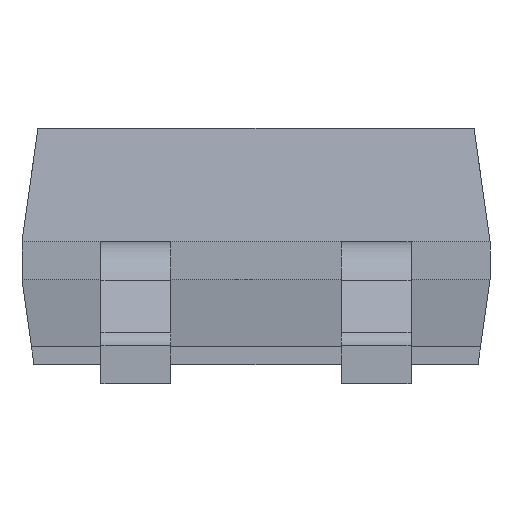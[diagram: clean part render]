
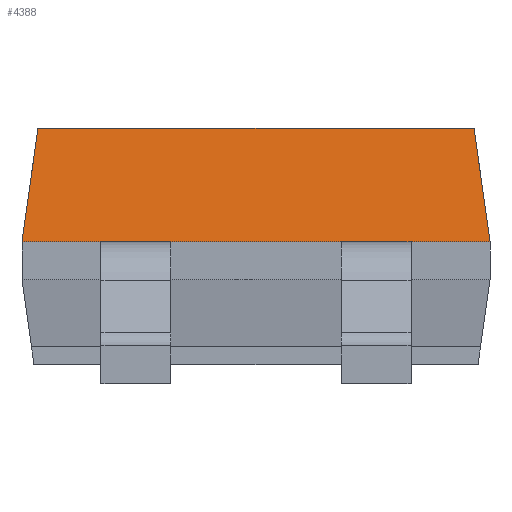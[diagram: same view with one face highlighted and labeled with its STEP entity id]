
A CAD part, left-side view. The second image highlights one B-rep face of the part: STEP entity #4388.
In plain terms, the highlighted planar face has unit normal (-0.99, 0, 0.139).
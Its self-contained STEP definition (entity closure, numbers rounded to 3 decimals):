
#2986 = VERTEX_POINT('',#2987);
#2987 = CARTESIAN_POINT('',(-1.881,2.306,2.7));
#2993 = EDGE_CURVE('',#2986,#2994,#2996,.T.);
#2994 = VERTEX_POINT('',#2995);
#2995 = CARTESIAN_POINT('',(-1.881,-2.306,2.7));
#2996 = LINE('',#2997,#2998);
#2997 = CARTESIAN_POINT('',(-1.881,0.,2.7));
#2998 = VECTOR('',#2999,1.);
#2999 = DIRECTION('',(0.,-1.,0.));
#4360 = EDGE_CURVE('',#2994,#4361,#4363,.T.);
#4361 = VERTEX_POINT('',#4362);
#4362 = CARTESIAN_POINT('',(-2.05,-2.475,1.5));
#4363 = LINE('',#4364,#4365);
#4364 = CARTESIAN_POINT('',(-1.881,-2.306,2.7));
#4365 = VECTOR('',#4366,1.);
#4366 = DIRECTION('',(-0.138,-0.138,-0.981));
#4388 = ADVANCED_FACE('',(#4389),#4407,.T.);
#4389 = FACE_BOUND('',#4390,.T.);
#4390 = EDGE_LOOP('',(#4391,#4392,#4400,#4406));
#4391 = ORIENTED_EDGE('',*,*,#2993,.F.);
#4392 = ORIENTED_EDGE('',*,*,#4393,.F.);
#4393 = EDGE_CURVE('',#4394,#2986,#4396,.T.);
#4394 = VERTEX_POINT('',#4395);
#4395 = CARTESIAN_POINT('',(-2.05,2.475,1.5));
#4396 = LINE('',#4397,#4398);
#4397 = CARTESIAN_POINT('',(-2.05,2.475,1.5));
#4398 = VECTOR('',#4399,1.);
#4399 = DIRECTION('',(0.138,-0.138,0.981));
#4400 = ORIENTED_EDGE('',*,*,#4401,.T.);
#4401 = EDGE_CURVE('',#4394,#4361,#4402,.T.);
#4402 = LINE('',#4403,#4404);
#4403 = CARTESIAN_POINT('',(-2.05,2.475,1.5));
#4404 = VECTOR('',#4405,1.);
#4405 = DIRECTION('',(0.,-1.,0.));
#4406 = ORIENTED_EDGE('',*,*,#4360,.F.);
#4407 = PLANE('',#4408);
#4408 = AXIS2_PLACEMENT_3D('',#4409,#4410,#4411);
#4409 = CARTESIAN_POINT('',(-2.05,2.475,1.5));
#4410 = DIRECTION('',(-0.99,0.,0.139)
  );
#4411 = DIRECTION('',(-0.139,0.,-0.99
    ));
